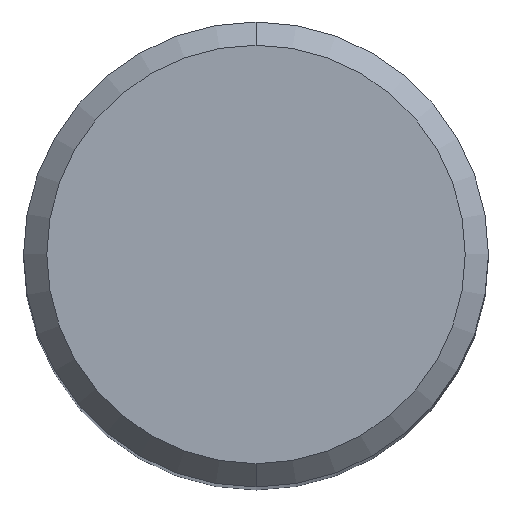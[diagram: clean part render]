
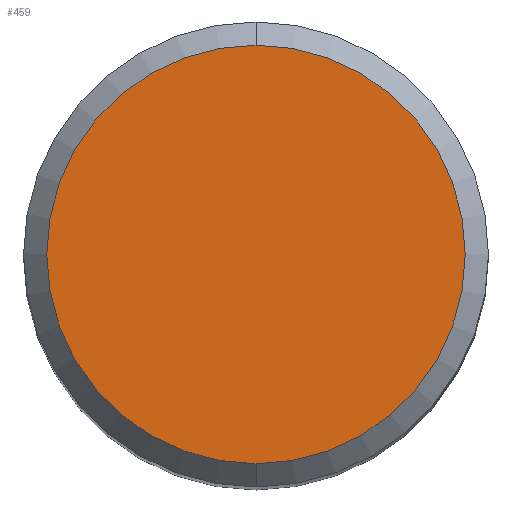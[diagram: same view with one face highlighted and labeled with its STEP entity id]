
A CAD part, top view. The second image highlights one B-rep face of the part: STEP entity #459.
In plain terms, the highlighted planar face has unit normal (0, 0, 1).
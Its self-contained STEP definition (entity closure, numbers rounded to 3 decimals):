
#253=VERTEX_POINT('',#565);
#261=EDGE_CURVE('',#253,#397,#573,.T.);
#397=VERTEX_POINT('',#724);
#407=EDGE_CURVE('',#397,#253,#734,.T.);
#459=ADVANCED_FACE('',(#793),#794,.T.);
#565=CARTESIAN_POINT('',(0.,-5.4,0.0));
#573=CIRCLE('',#1050,5.4);
#724=CARTESIAN_POINT('',(0.0,5.4,0.0));
#734=CIRCLE('',#1410,5.4);
#793=FACE_OUTER_BOUND('',#1500,.T.);
#794=PLANE('',#1501);
#1050=AXIS2_PLACEMENT_3D('',#1588,#1589,#1590);
#1410=AXIS2_PLACEMENT_3D('',#1774,#1775,#1776);
#1500=EDGE_LOOP('',(#1848,#1849));
#1501=AXIS2_PLACEMENT_3D('',#1850,#1851,#1852);
#1588=CARTESIAN_POINT('',(0.0,0.0,0.0));
#1589=DIRECTION('',(0.0,0.0,-1.0));
#1590=DIRECTION('',(0.0,1.0,0.0));
#1774=CARTESIAN_POINT('',(0.0,0.0,0.0));
#1775=DIRECTION('',(0.0,0.0,-1.0));
#1776=DIRECTION('',(0.0,1.0,0.0));
#1848=ORIENTED_EDGE('',*,*,#407,.F.);
#1849=ORIENTED_EDGE('',*,*,#261,.F.);
#1850=CARTESIAN_POINT('',(0.0,2.7,0.0));
#1851=DIRECTION('',(-0.0,0.0,1.0));
#1852=DIRECTION('',(0.0,-1.0,0.0));
